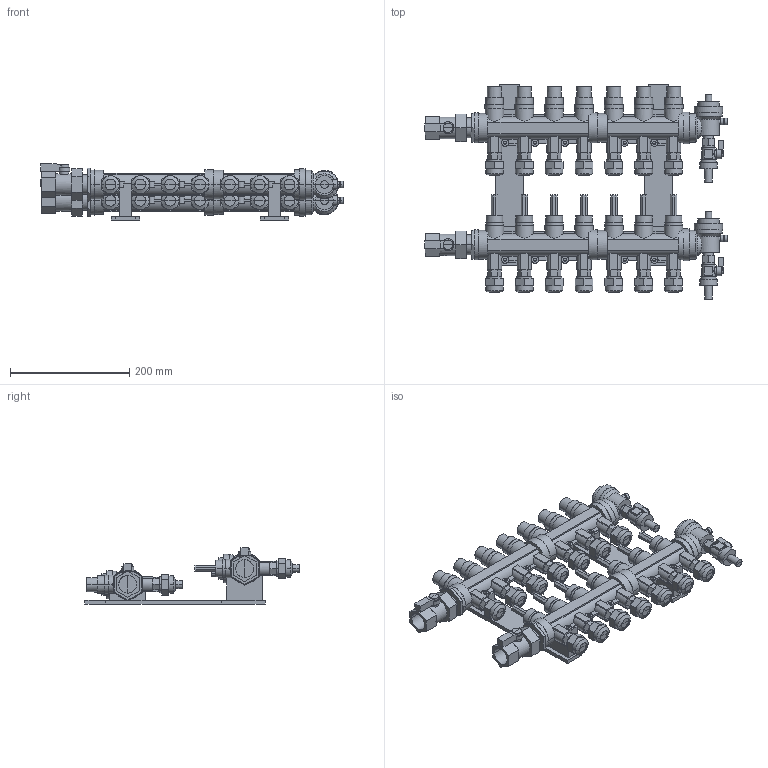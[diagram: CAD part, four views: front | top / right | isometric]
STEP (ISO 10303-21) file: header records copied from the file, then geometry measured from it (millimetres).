
FILE_DESCRIPTION(('CATIA V5 STEP Exchange','CAx-IF Rec.Pracs.--- Model Styling and Organization---1.5--- 2016-08-15','CAx-IF Rec.Pracs.---Supplemental Geometry---1.0---2011-11-01','CAx-IF Rec.Pracs.--- Composite Materials ---3.4---2017-06-13','CAx-IF Rec.Pracs.---Tessellated 3D Geometry---1.0---2015-12-17'),'2;1');
FILE_NAME('STEP_6716G1_-_TST.stp','2024-02-06T12:57:43+00:00',('none'),('none'),'CATIA Version 5-6 Release 2020 SP5','CATIA V5 STEP AP242 v2','none');
FILE_SCHEMA(('AP242_MANAGED_MODEL_BASED_3D_ENGINEERING_MIM_LF {1 0 10303 442 1 1 4}'));
Products named in the file (1): 6716G1 - TST
Bounding box: 506.8 x 358.97 x 94.04 mm (x, y, z)
Volume: 2588760.5 mm3; surface area: 425067.5 mm2
Topology: 1 solids, 1 shells, 1477 faces, 3767 edges, 2336 vertices
Faces by surface type: plane 1019, cylinder 418, cone 40
Entity records: 45924 total; most frequent: CARTESIAN_POINT 17529, ORIENTED_EDGE 7534, EDGE_CURVE 3767, DIRECTION 3324, B_SPLINE_CURVE_WITH_KNOTS 2811, VERTEX_POINT 2336, AXIS2_PLACEMENT_3D 1645, EDGE_LOOP 1559
